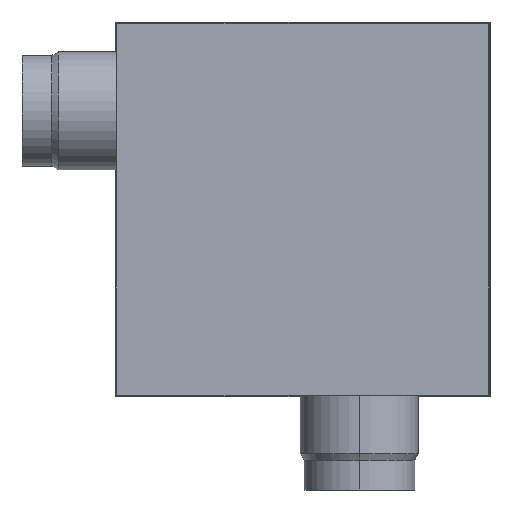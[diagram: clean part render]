
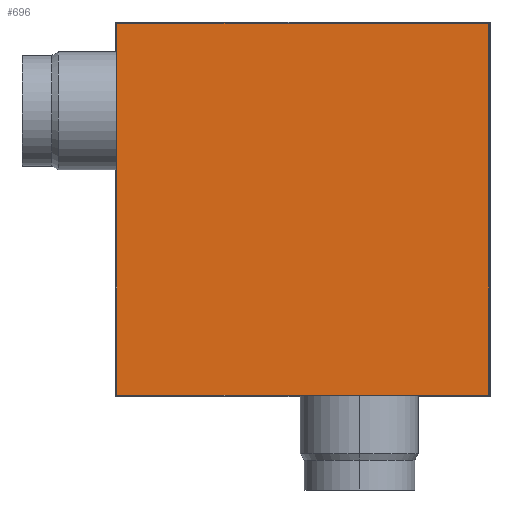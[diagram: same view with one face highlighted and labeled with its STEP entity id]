
A CAD part, left-side view. The second image highlights one B-rep face of the part: STEP entity #696.
In plain terms, the highlighted planar face has unit normal (-1, 0, 0).
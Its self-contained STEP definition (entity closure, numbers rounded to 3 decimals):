
#556 = VERTEX_POINT ( 'NONE', #1759 ) ;
#558 = EDGE_CURVE ( 'NONE', #559, #556, #1758, .T. ) ;
#559 = VERTEX_POINT ( 'NONE', #1754 ) ;
#610 = EDGE_CURVE ( 'NONE', #624, #635, #1859, .T. ) ;
#624 = VERTEX_POINT ( 'NONE', #1892 ) ;
#626 = EDGE_CURVE ( 'NONE', #556, #624, #1891, .T. ) ;
#635 = VERTEX_POINT ( 'NONE', #1872 ) ;
#678 = EDGE_CURVE ( 'NONE', #635, #559, #1990, .T. ) ;
#696 = ADVANCED_FACE ( 'NONE', ( #1967 ), #1971, .T. ) ;
#697 = EDGE_LOOP ( 'NONE', ( #698, #699, #700, #701 ) ) ;
#698 = ORIENTED_EDGE ( 'NONE', *, *, #610, .T. ) ;
#699 = ORIENTED_EDGE ( 'NONE', *, *, #678, .T. ) ;
#700 = ORIENTED_EDGE ( 'NONE', *, *, #558, .T. ) ;
#701 = ORIENTED_EDGE ( 'NONE', *, *, #626, .T. ) ;
#1754 = CARTESIAN_POINT ( 'NONE',  ( -12., 124.5, -124.5 ) ) ;
#1755 = DIRECTION ( 'NONE',  ( 0., -1., 0. ) ) ;
#1756 = VECTOR ( 'NONE', #1755, 1000. ) ;
#1757 = CARTESIAN_POINT ( 'NONE',  ( -12., 124.5, -124.5 ) ) ;
#1758 = LINE ( 'NONE', #1757, #1756 ) ;
#1759 = CARTESIAN_POINT ( 'NONE',  ( -12., -124.5, -124.5 ) ) ;
#1856 = DIRECTION ( 'NONE',  ( 0., 1., 0. ) ) ;
#1857 = VECTOR ( 'NONE', #1856, 1000. ) ;
#1858 = CARTESIAN_POINT ( 'NONE',  ( -12., -124.5, 124.5 ) ) ;
#1859 = LINE ( 'NONE', #1858, #1857 ) ;
#1872 = CARTESIAN_POINT ( 'NONE',  ( -12., 124.5, 124.5 ) ) ;
#1888 = DIRECTION ( 'NONE',  ( 0., 0., 1. ) ) ;
#1889 = VECTOR ( 'NONE', #1888, 1000. ) ;
#1890 = CARTESIAN_POINT ( 'NONE',  ( -12., -124.5, -124.5 ) ) ;
#1891 = LINE ( 'NONE', #1890, #1889 ) ;
#1892 = CARTESIAN_POINT ( 'NONE',  ( -12., -124.5, 124.5 ) ) ;
#1961 = DIRECTION ( 'NONE',  ( 0., 0., 1. ) ) ;
#1962 = DIRECTION ( 'NONE',  ( -1., 0., 0. ) ) ;
#1963 = CARTESIAN_POINT ( 'NONE',  ( -12., 124.5, 124.5 ) ) ;
#1966 = AXIS2_PLACEMENT_3D ( 'NONE', #1963, #1962, #1961 ) ;
#1967 = FACE_OUTER_BOUND ( 'NONE', #697, .T. ) ;
#1971 = PLANE ( 'NONE',  #1966 ) ;
#1987 = DIRECTION ( 'NONE',  ( 0., 0., -1. ) ) ;
#1988 = VECTOR ( 'NONE', #1987, 1000. ) ;
#1989 = CARTESIAN_POINT ( 'NONE',  ( -12., 124.5, 124.5 ) ) ;
#1990 = LINE ( 'NONE', #1989, #1988 ) ;
